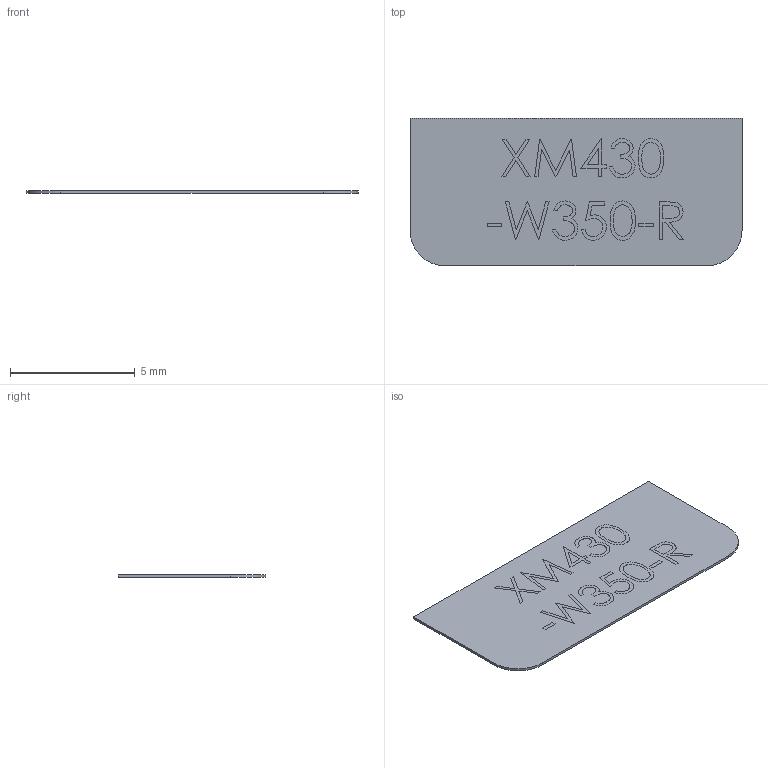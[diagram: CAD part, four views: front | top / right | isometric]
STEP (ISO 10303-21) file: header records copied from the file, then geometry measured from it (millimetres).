
FILE_DESCRIPTION (( 'STEP AP203' ), '1' );
FILE_NAME ('Part 2.step_Default_sldprt.STEP', '2023-05-13T05:59:06', ( '' ), ( '' ), 'SwSTEP 2.0', 'SolidWorks 2022', '' );
FILE_SCHEMA (( 'CONFIG_CONTROL_DESIGN' ));
Length unit declared in the file: millimetre
Products named in the file (1): Part 2.step_Default_sldprt
Bounding box: 13.3 x 5.9 x 0.1 mm (x, y, z)
Volume: 7.8 mm3; surface area: 159 mm2
Topology: 1 solids, 1 shells, 24 faces, 159 edges, 153 vertices
Faces by surface type: plane 22, cylinder 2
Entity records: 2542 total; most frequent: CARTESIAN_POINT 1248, ORIENTED_EDGE 318, DIRECTION 166, EDGE_CURVE 159, VERTEX_POINT 153, VECTOR 96, LINE 96, B_SPLINE_CURVE_WITH_KNOTS 52
